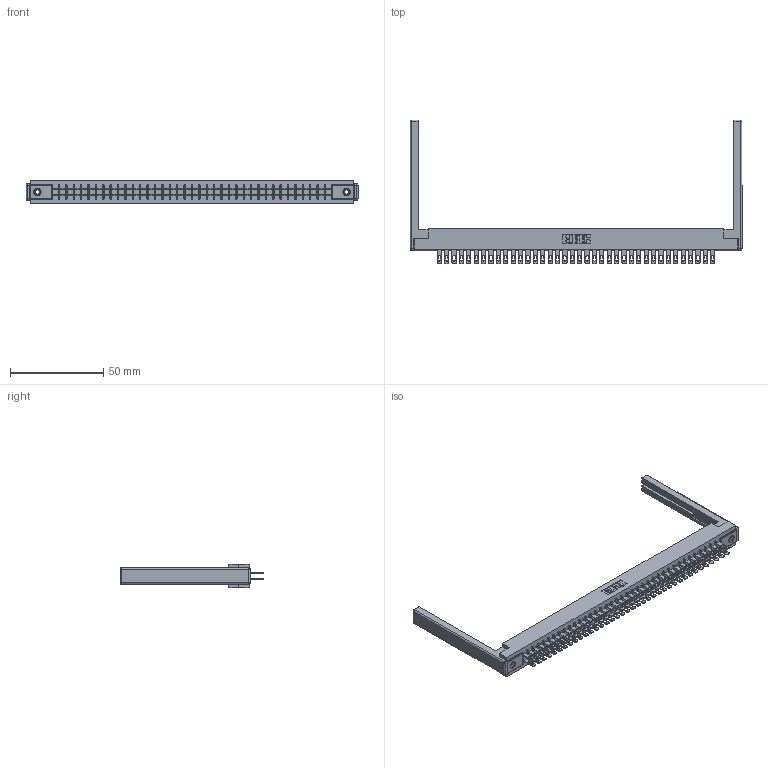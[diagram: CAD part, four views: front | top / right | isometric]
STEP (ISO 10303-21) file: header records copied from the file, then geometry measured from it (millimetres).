
FILE_DESCRIPTION (( 'STEP AP203' ), '1' );
FILE_NAME ('305-076-500-568.STEP', '2019-09-10T07:45:14', ( '' ), ( '' ), 'SwSTEP 2.0', 'SolidWorks 2016', '' );
FILE_SCHEMA (( 'CONFIG_CONTROL_DESIGN' ));
Length unit declared in the file: inch
Products named in the file (5): 305-290-001_500; 307-220-068; 345-250-001_345-250-001-102; 305 Part_.156 Dia; 305-076-500-568
Assembly tree (81 placements, depth 2):
  305-076-500-568
    305 Part_.156 Dia
    305-290-001_500  x76
    345-250-001_345-250-001-102  x2
    307-220-068  x2
Bounding box: 178 x 77.14 x 12.7 mm (x, y, z)
Volume: 22644.8 mm3; surface area: 29433.4 mm2
Topology: 81 solids, 81 shells, 4070 faces, 11612 edges, 7516 vertices
Faces by surface type: plane 2284, cylinder 1610, sphere 160, cone 12, torus 4
Entity records: 44412 total; most frequent: CARTESIAN_POINT 7321, ORIENTED_EDGE 7258, DIRECTION 7107, EDGE_CURVE 3629, LINE 2919, VECTOR 2919, VERTEX_POINT 2308, AXIS2_PLACEMENT_3D 2094
